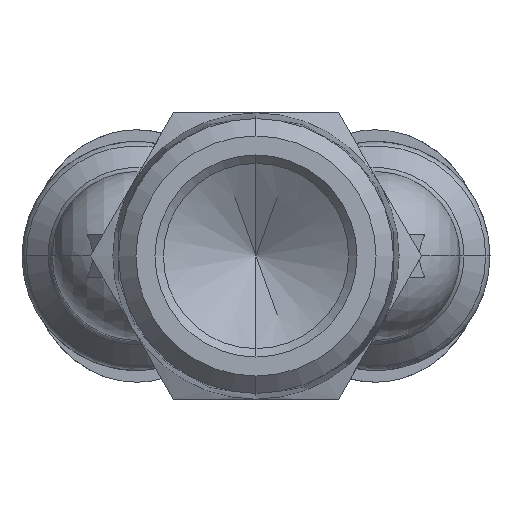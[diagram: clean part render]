
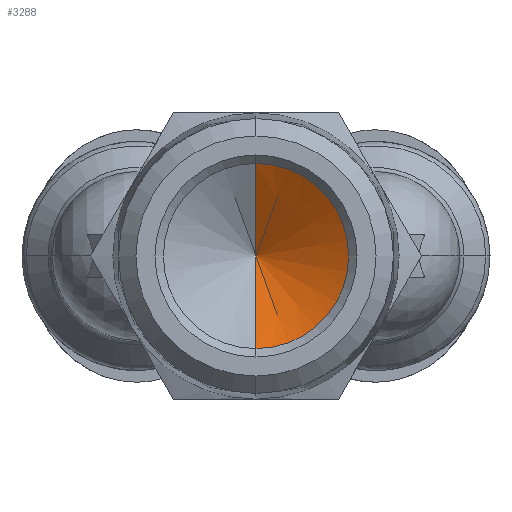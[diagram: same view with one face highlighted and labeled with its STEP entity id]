
A CAD part, front view. The second image highlights one B-rep face of the part: STEP entity #3288.
In plain terms, the highlighted conical face has half-angle 59 degrees and reference radius 2.75 mm.
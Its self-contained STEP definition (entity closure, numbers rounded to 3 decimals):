
#3256=CARTESIAN_POINT('',(-25.32,0.,7.1));
#3257=DIRECTION('',(-1.0,0.,0.));
#3258=DIRECTION('',(0.0,-1.0,0.0));
#3259=AXIS2_PLACEMENT_3D('',#3256,#3257,#3258);
#3260=CONICAL_SURFACE('',#3259,2.75,59.);
#3261=CARTESIAN_POINT('',(-26.972,5.5,7.1));
#3262=VERTEX_POINT('',#3261);
#3263=CARTESIAN_POINT('',(-23.668,0.,7.1));
#3264=VERTEX_POINT('',#3263);
#3265=CARTESIAN_POINT('',(-26.972,5.5,7.1));
#3266=DIRECTION('',(0.515,-0.857,0.));
#3267=VECTOR('',#3266,6.416);
#3268=LINE('',#3265,#3267);
#3269=EDGE_CURVE('',#3262,#3264,#3268,.T.);
#3270=ORIENTED_EDGE('',*,*,#3269,.T.);
#3271=CARTESIAN_POINT('',(-26.972,-5.5,7.1));
#3272=VERTEX_POINT('',#3271);
#3273=CARTESIAN_POINT('',(-23.668,0.,7.1));
#3274=DIRECTION('',(-0.515,-0.857,0.));
#3275=VECTOR('',#3274,6.416);
#3276=LINE('',#3273,#3275);
#3277=EDGE_CURVE('',#3264,#3272,#3276,.T.);
#3278=ORIENTED_EDGE('',*,*,#3277,.T.);
#3279=CARTESIAN_POINT('',(-26.972,0.,7.1));
#3280=DIRECTION('',(1.0,0.0,0.));
#3281=DIRECTION('',(0.0,-1.0,0.0));
#3282=AXIS2_PLACEMENT_3D('',#3279,#3280,#3281);
#3283=CIRCLE('',#3282,5.5);
#3284=EDGE_CURVE('',#3262,#3272,#3283,.T.);
#3285=ORIENTED_EDGE('',*,*,#3284,.F.);
#3286=EDGE_LOOP('',(#3270,#3278,#3285));
#3287=FACE_OUTER_BOUND('',#3286,.T.);
#3288=ADVANCED_FACE('',(#3287),#3260,.F.);
